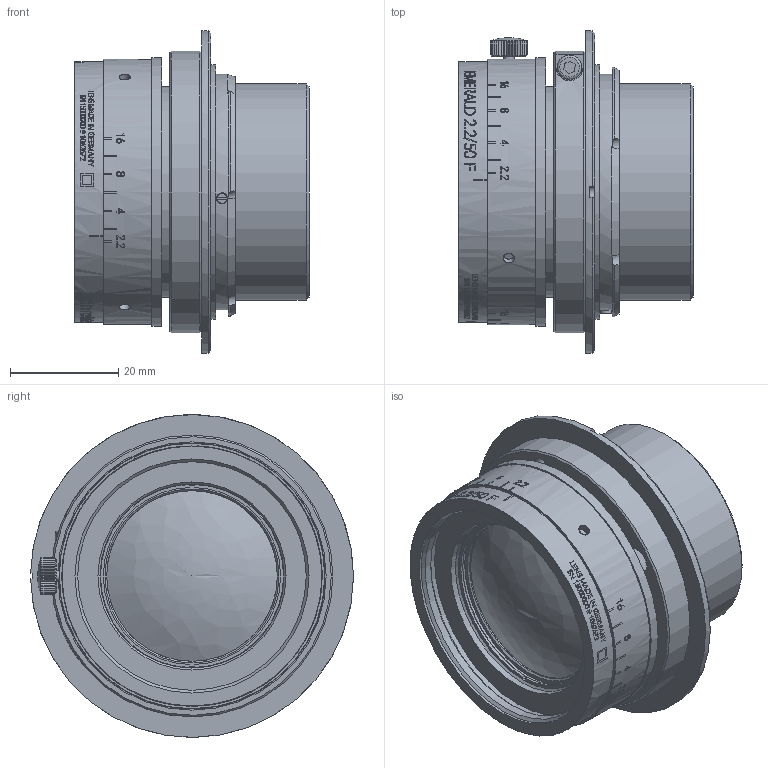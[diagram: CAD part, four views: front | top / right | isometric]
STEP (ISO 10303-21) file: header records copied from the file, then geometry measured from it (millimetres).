
FILE_DESCRIPTION(/* description */ (''),/* implementation_level */ '2;1');
FILE_NAME(/* name */ '1062672_00156104_002.stp',/* time_stamp */ '2021-10-25T15:05:09+02:00',/* author */ (''),/* organization */ (''),/* preprocessor_version */ 'ST-DEVELOPER v16',/* originating_system */ 'SIEMENS PLM Software NX 10.0',/* authorisation */ '');
FILE_SCHEMA (('AP203_CONFIGURATION_CONTROLLED_3D_DESIGN_OF_MECHANICAL_PARTS_AND_ASSEMBLIES_MIM_LF { 1 0 10303 403 2 1 2}'));
Length unit declared in the file: millimetre
Products named in the file (1): Froe2460FC70iynk
Bounding box: 43.2 x 59.6 x 59.6 mm (x, y, z)
Volume: 60804 mm3; surface area: 20382.7 mm2
Topology: 1 solids, 5 shells, 571 faces, 2005 edges, 1575 vertices
Faces by surface type: plane 254, cylinder 250, cone 52, extrusion 10, bspline 3, sphere 1, torus 1
Full cylindrical faces by diameter (mm): 1.4 x1, 2 x2, 2.05 x4, 2.5 x1, 2.8 x1, 4.5 x1, 25 x1, 27.7 x1, 28.5 x1, 28.8 x1, 28.96 x1, 29.7 x1, 31.5 x1, 33.5 x1, 33.96 x1, 34.7 x1, 36.2 x1, 36.4 x1, 38.8 x1, 40 x2, 40.1 x1, 41.6 x1, 42.18 x1, 43.2 x2, 43.5 x1, 47 x1, 48 x1, 48.05 x1, 49 x1, 49.05 x1
Entity records: 24850 total; most frequent: CARTESIAN_POINT 8989, ORIENTED_EDGE 3783, DIRECTION 2431, EDGE_CURVE 1918, VERTEX_POINT 1551, B_SPLINE_CURVE_WITH_KNOTS 1000, AXIS2_PLACEMENT_3D 974, EDGE_LOOP 791
